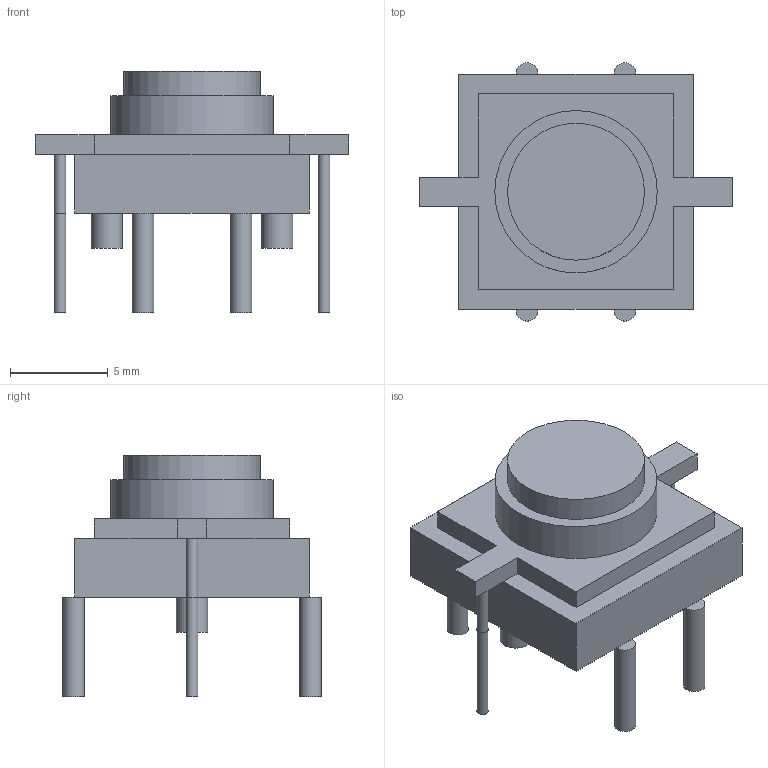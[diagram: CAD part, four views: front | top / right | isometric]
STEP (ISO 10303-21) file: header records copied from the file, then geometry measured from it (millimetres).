
FILE_DESCRIPTION(/* description */ ('FreeCAD Model','CAx-IF Rec.Pracs.---Representation and Presentation of Product Manufacturing Information (PMI)---4.0---2014-10-13'),/* implementation_level */ '2;1');
FILE_NAME(/* name */ 'K6-1212A-03.stp',/* time_stamp */ '2022-02-07T23:17:46+01:00',/* author */ ('hpcwoess_new'),/* organization */ (''),/* preprocessor_version */ 'ST-DEVELOPER v18.1',/* originating_system */ 'Autodesk Inventor 2022',/* authorisation */ 'Unknown');
FILE_SCHEMA (('AP242_MANAGED_MODEL_BASED_3D_ENGINEERING_MIM_LF { 1 0 10303 442 1 1 4 }'));
Length unit declared in the file: millimetre
Products named in the file (4): K6-1212A-03_2; Body; Lugs; Leads
Assembly tree (17 placements, depth 2):
  K6-1212A-03_2
    Body
    Lugs  x8
    Leads  x8
Bounding box: 16 x 13.2 x 12.35 mm (x, y, z)
Volume: 947 mm3; surface area: 1667.4 mm2
Topology: 73 solids, 73 shells, 242 faces, 278 edges, 184 vertices
Faces by surface type: plane 168, cylinder 74
Full cylindrical faces by diameter (mm): 0.6 x24, 1.1 x32, 1.6 x16, 7 x1, 8.3 x1
Entity records: 1993 total; most frequent: DIRECTION 357, CARTESIAN_POINT 327, ORIENTED_EDGE 178, AXIS2_PLACEMENT_3D 145, EDGE_CURVE 89, LINE 67, VECTOR 67, STYLED_ITEM 63
